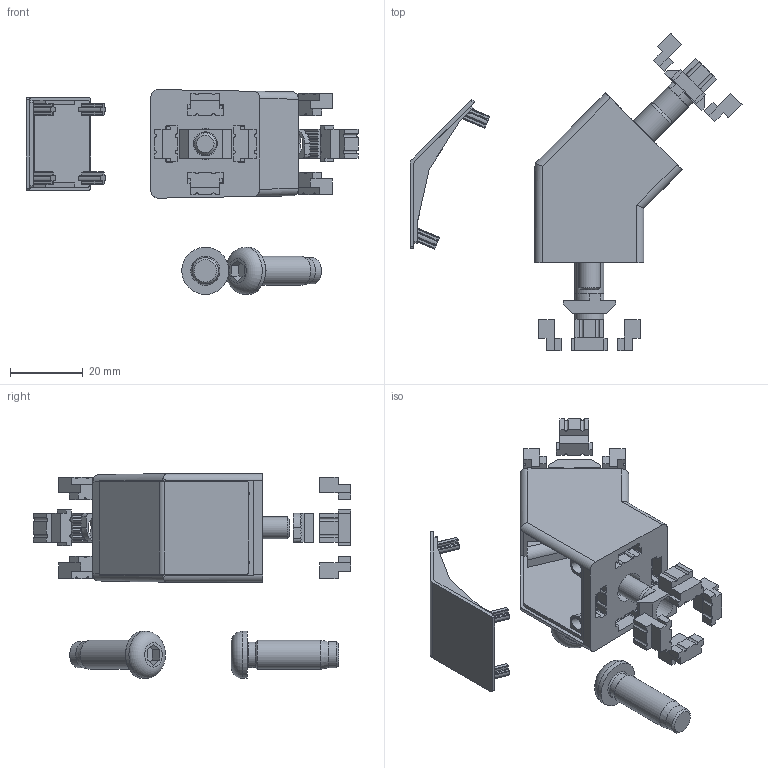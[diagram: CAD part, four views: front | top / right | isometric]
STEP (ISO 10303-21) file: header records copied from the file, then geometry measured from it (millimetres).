
FILE_DESCRIPTION(/* description */ ('STEP AP214'),/* implementation_level */ '2;1');
FILE_NAME(/* name */ '093WS30145N0810RS01',/* time_stamp */ '2022-09-29T14:57:17+02:00',/* author */ ('License CC BY-ND 4.0'),/* organization */ ('CADENAS'),/* preprocessor_version */ 'ST-DEVELOPER v18.102',/* originating_system */ 'PARTsolutions',/* authorisation */ ' ');
FILE_SCHEMA (('AUTOMOTIVE_DESIGN {1 0 10303 214 3 1 1}'));
Length unit declared in the file: millimetre
Products named in the file (8): 093WS30145N0810RS01; 093WS30145N0810RS01-sc; 093WS30145N0810RS01-m8; 093WS30145N0810RS01-m6; 093WS30145N0810RS01-t8; 093WS30145N0810RS01p; 093WS30145N0810RS01-2; 093WS30145N0810RS01-1
Assembly tree (16 placements, depth 2):
  093WS30145N0810RS01
    093WS30145N0810RS01-sc  x2
    093WS30145N0810RS01-m8
    093WS30145N0810RS01-m6
    093WS30145N0810RS01-t8  x2
    093WS30145N0810RS01p  x8
    093WS30145N0810RS01-2
    093WS30145N0810RS01-1
Bounding box: 91.53 x 87.55 x 56.46 mm (x, y, z)
Volume: 24832.6 mm3; surface area: 20600.3 mm2
Topology: 16 solids, 16 shells, 824 faces, 2190 edges, 1394 vertices
Faces by surface type: plane 470, cylinder 296, sphere 30, torus 20, cone 8
Full cylindrical faces by diameter (mm): 3.5 x4, 6 x1, 6.647 x2, 7 x2, 7.259 x2, 8 x3, 8.5 x2, 10 x2, 13 x2
Entity records: 18586 total; most frequent: DIRECTION 3349, CARTESIAN_POINT 3170, ORIENTED_EDGE 3080, EDGE_CURVE 1540, AXIS2_PLACEMENT_3D 1195, VERTEX_POINT 1004, LINE 959, VECTOR 959
